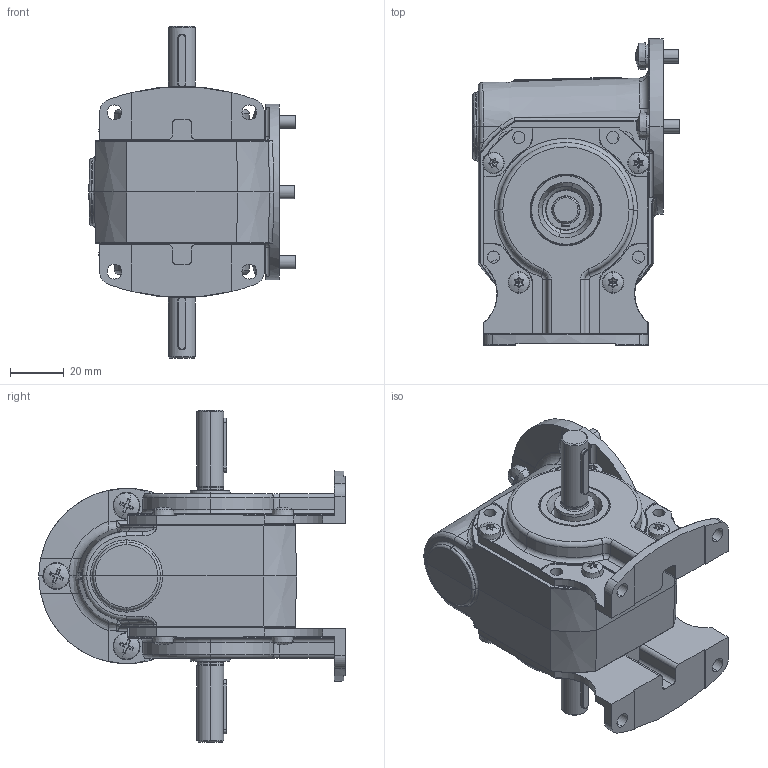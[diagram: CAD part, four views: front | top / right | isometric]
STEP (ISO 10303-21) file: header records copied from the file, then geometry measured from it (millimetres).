
FILE_DESCRIPTION (( 'STEP AP203' ), '1' );
FILE_NAME ('VE31-F-B-2.STEP', '2014-02-27T13:47:45', ( 'kob' ), ( 'Microsoft' ), 'SwSTEP 2.0', 'SolidWorks 2012', '' );
FILE_SCHEMA (( 'CONFIG_CONTROL_DESIGN' ));
Length unit declared in the file: millimetre
Products named in the file (1): VE31-F-B-2
Bounding box: 76.47 x 113.5 x 123 mm (x, y, z)
Surface area: 49457.5 mm2 (no closed solid volume)
Topology: 0 solids, 34 shells, 921 faces, 2614 edges, 1636 vertices
Faces by surface type: plane 343, cylinder 290, torus 124, cone 88, bspline 54, sphere 22
Entity records: 33263 total; most frequent: CARTESIAN_POINT 9941, DIRECTION 5094, ORIENTED_EDGE 4452, EDGE_CURVE 2603, AXIS2_PLACEMENT_3D 1970, VERTEX_POINT 1636, LINE 1154, VECTOR 1154
